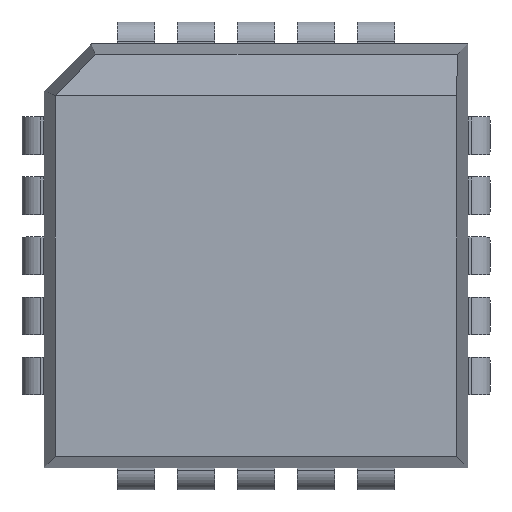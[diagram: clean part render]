
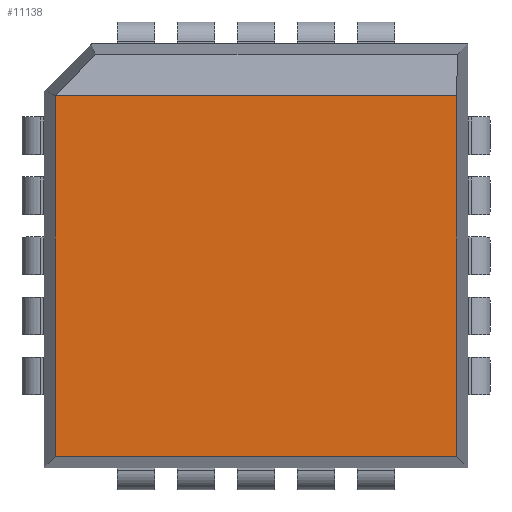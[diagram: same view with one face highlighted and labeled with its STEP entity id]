
A CAD part, top view. The second image highlights one B-rep face of the part: STEP entity #11138.
In plain terms, the highlighted free-form (B-spline) face has degree [1, 1] with [2, 2] control points.
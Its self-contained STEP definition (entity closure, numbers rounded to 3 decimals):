
#10699=CARTESIAN_POINT('',(-4.243,3.383,4.57));
#10700=VERTEX_POINT('',#10699);
#10709=CARTESIAN_POINT('',(4.243,3.383,4.57));
#10710=VERTEX_POINT('',#10709);
#10711=CARTESIAN_POINT('',(4.243,3.383,4.57));
#10712=DIRECTION('',(-1.0,0.0,0.0));
#10713=VECTOR('',#10712,8.485);
#10714=LINE('',#10711,#10713);
#10715=EDGE_CURVE('',#10710,#10700,#10714,.T.);
#10771=CARTESIAN_POINT('',(4.243,-4.243,4.57));
#10772=VERTEX_POINT('',#10771);
#10773=CARTESIAN_POINT('',(4.243,3.383,4.57));
#10774=DIRECTION('',(0.0,-1.0,0.0));
#10775=VECTOR('',#10774,7.626);
#10776=LINE('',#10773,#10775);
#10777=EDGE_CURVE('',#10710,#10772,#10776,.T.);
#11040=CARTESIAN_POINT('',(-4.243,-4.243,4.57));
#11041=VERTEX_POINT('',#11040);
#11042=CARTESIAN_POINT('',(-4.243,-4.243,4.57));
#11043=DIRECTION('',(0.0,1.0,0.0));
#11044=VECTOR('',#11043,7.626);
#11045=LINE('',#11042,#11044);
#11046=EDGE_CURVE('',#11041,#10700,#11045,.T.);
#11086=CARTESIAN_POINT('',(4.243,-4.243,4.57));
#11087=DIRECTION('',(-1.0,0.0,0.0));
#11088=VECTOR('',#11087,8.485);
#11089=LINE('',#11086,#11088);
#11090=EDGE_CURVE('',#10772,#11041,#11089,.T.);
#11127=CARTESIAN_POINT('',(-4.243,-4.243,4.57));
#11128=CARTESIAN_POINT('',(4.243,-4.243,4.57));
#11129=CARTESIAN_POINT('',(-4.243,3.383,4.57));
#11130=CARTESIAN_POINT('',(4.243,3.383,4.57));
#11131=B_SPLINE_SURFACE_WITH_KNOTS('',1,1,((#11127,#11129),(#11128,#11130)),.UNSPECIFIED.,.F.,.F.,.U.,(2,2),(2,2),(0.0,8.485),(0.0,7.626),.UNSPECIFIED.);
#11132=ORIENTED_EDGE('',*,*,#10715,.T.);
#11133=ORIENTED_EDGE('',*,*,#11046,.F.);
#11134=ORIENTED_EDGE('',*,*,#11090,.F.);
#11135=ORIENTED_EDGE('',*,*,#10777,.F.);
#11136=EDGE_LOOP('',(#11132,#11133,#11134,#11135));
#11137=FACE_OUTER_BOUND('',#11136,.T.);
#11138=ADVANCED_FACE('',(#11137),#11131,.T.);
